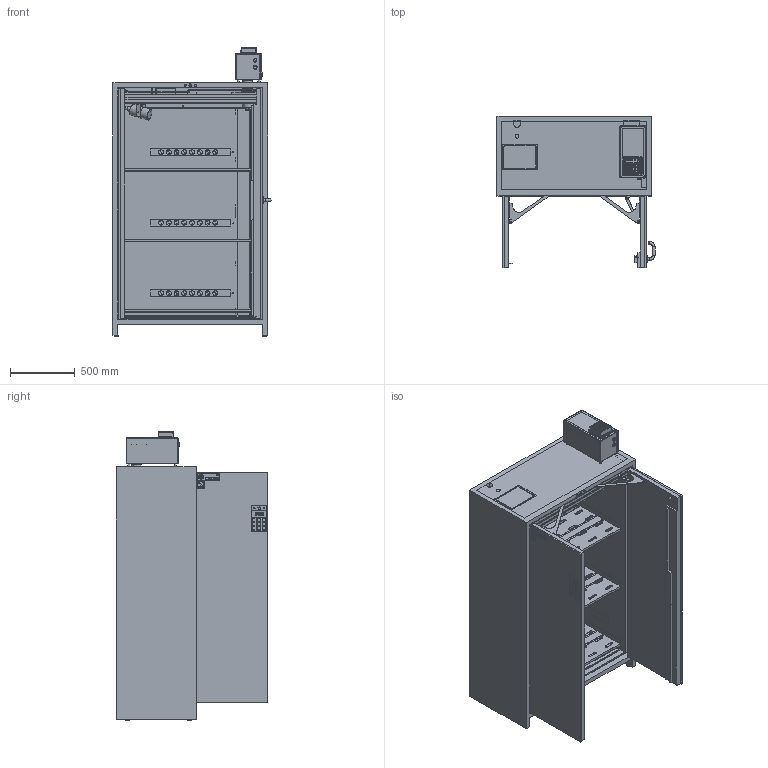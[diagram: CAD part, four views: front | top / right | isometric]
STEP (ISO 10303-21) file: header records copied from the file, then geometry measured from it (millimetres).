
FILE_DESCRIPTION(/* description */ (''),/* implementation_level */ '2;1');
FILE_NAME(/* name */ 'IO90.195.120.PC.WDC_41269-047-41391 3er_OD.stp',/* time_stamp */ '2023-10-12T06:50:51+02:00',/* author */ ('mirudolph'),/* organization */ ('asecos® GmbH'),/* preprocessor_version */ 'ST-DEVELOPER v17.2',/* originating_system */ 'Autodesk Inventor 2019',/* authorisation */ '');
FILE_SCHEMA (('AUTOMOTIVE_DESIGN { 1 0 10303 214 3 1 1 }'));
Products named in the file (1): IO90.195.120.PC.WDC_41269-047-41391 3er_OD
Bounding box: 1219.46 x 1166.58 x 2224.29 mm (x, y, z)
Volume: 427040801.5 mm3; surface area: 23576113.2 mm2
Topology: 9 solids, 13 shells, 3885 faces, 9892 edges, 6316 vertices
Faces by surface type: plane 2135, cylinder 1099, bspline 550, torus 59, cone 36, sphere 6
Full cylindrical faces by diameter (mm): 4 x7, 4.134 x2, 5 x52, 5.1 x5, 6 x2, 6.742 x1, 7 x6, 8 x3, 8.1 x4, 9.5 x1, 10 x4, 13 x2, 13.656 x1, 14 x1, 15 x2, 16 x7, 20 x6, 22 x2, 22.5 x2, 24 x1, 25.2 x1, 27 x1, 28.4 x1, 29 x1, 30 x2, 31 x2, 31.8 x4, 33.8 x1, 35 x1, 37.8 x1
Entity records: 127955 total; most frequent: CARTESIAN_POINT 29990, ORIENTED_EDGE 19782, DIRECTION 18648, EDGE_CURVE 9891, LINE 6538, VECTOR 6538, VERTEX_POINT 6322, AXIS2_PLACEMENT_3D 6055
